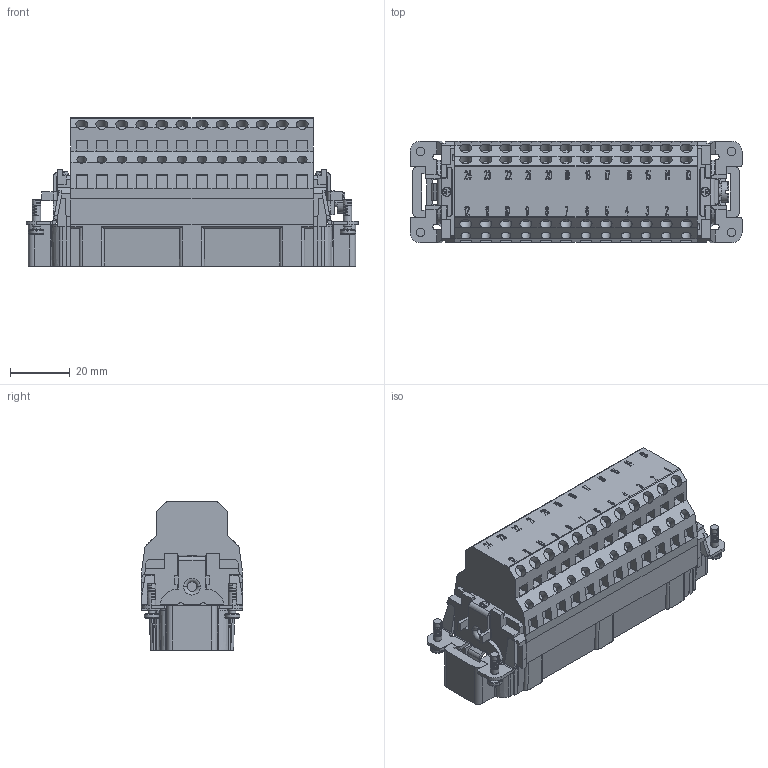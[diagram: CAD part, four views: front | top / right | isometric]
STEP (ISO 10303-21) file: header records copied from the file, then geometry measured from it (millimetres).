
FILE_DESCRIPTION((''),'2;1');
FILE_NAME('2','2017-07-29T',('tl.yang'),(''),'PRO/ENGINEER BY PARAMETRIC TECHNOLOGY CORPORATION, 2011500','PRO/ENGINEER BY PARAMETRIC TECHNOLOGY CORPORATION, 2011500','');
FILE_SCHEMA(('CONFIG_CONTROL_DESIGN'));
Products named in the file (1): 2
Bounding box: 111 x 34 x 49.56 mm (x, y, z)
Volume: 96566.6 mm3; surface area: 32080.2 mm2
Topology: 1 solids, 2 shells, 3775 faces, 10884 edges, 7215 vertices
Faces by surface type: plane 3107, cylinder 372, cone 168, bspline 66, sphere 56, torus 6
Entity records: 125953 total; most frequent: CARTESIAN_POINT 27114, ORIENTED_EDGE 21656, DIRECTION 18743, EDGE_CURVE 10828, VECTOR 9371, LINE 9371, VERTEX_POINT 7215, AXIS2_PLACEMENT_3D 4686
